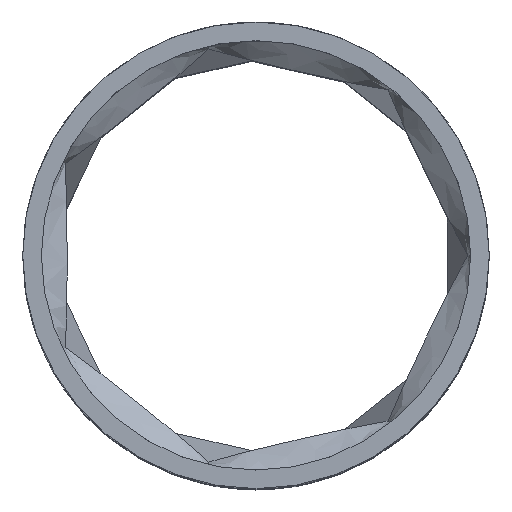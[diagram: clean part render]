
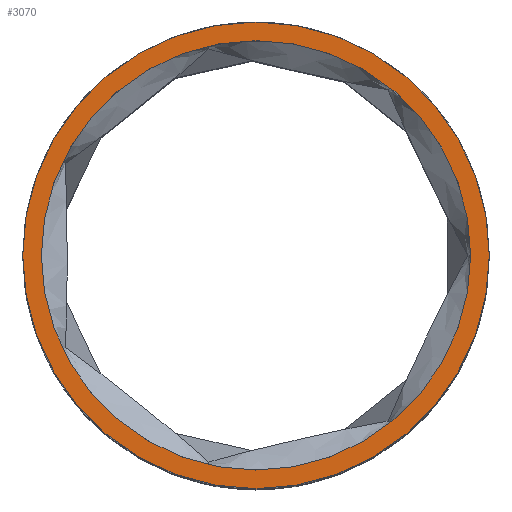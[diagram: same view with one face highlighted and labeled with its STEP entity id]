
A CAD part, top view. The second image highlights one B-rep face of the part: STEP entity #3070.
In plain terms, the highlighted planar face has unit normal (0, 0, 1).
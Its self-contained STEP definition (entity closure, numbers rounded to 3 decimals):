
#16=FACE_BOUND('',#664,.T.);
#230=PLANE('',#3278);
#460=FACE_OUTER_BOUND('',#663,.T.);
#663=EDGE_LOOP('',(#2863));
#664=EDGE_LOOP('',(#2864));
#1390=CIRCLE('',#3188,50.);
#1392=CIRCLE('',#3276,46.);
#1459=VERTEX_POINT('',#4677);
#1610=VERTEX_POINT('',#6673);
#1776=EDGE_CURVE('',#1459,#1459,#1390,.T.);
#2028=EDGE_CURVE('',#1610,#1610,#1392,.T.);
#2863=ORIENTED_EDGE('',*,*,#1776,.T.);
#2864=ORIENTED_EDGE('',*,*,#2028,.F.);
#3070=ADVANCED_FACE('',(#460,#16),#230,.F.);
#3188=AXIS2_PLACEMENT_3D('',#4678,#3635,#3636);
#3276=AXIS2_PLACEMENT_3D('',#6675,#4017,#4018);
#3278=AXIS2_PLACEMENT_3D('',#6677,#4021,#4022);
#3635=DIRECTION('center_axis',(0.,0.,1.));
#3636=DIRECTION('ref_axis',(1.,0.,0.));
#4017=DIRECTION('center_axis',(0.,0.,1.));
#4018=DIRECTION('ref_axis',(1.,0.,0.));
#4021=DIRECTION('center_axis',(0.,0.,-1.));
#4022=DIRECTION('ref_axis',(-1.,0.,0.));
#4677=CARTESIAN_POINT('',(-50.,0.,140.));
#4678=CARTESIAN_POINT('Origin',(0.,0.,140.));
#6673=CARTESIAN_POINT('',(-46.,0.,140.));
#6675=CARTESIAN_POINT('Origin',(0.,0.,140.));
#6677=CARTESIAN_POINT('Origin',(-50.,0.,140.));
